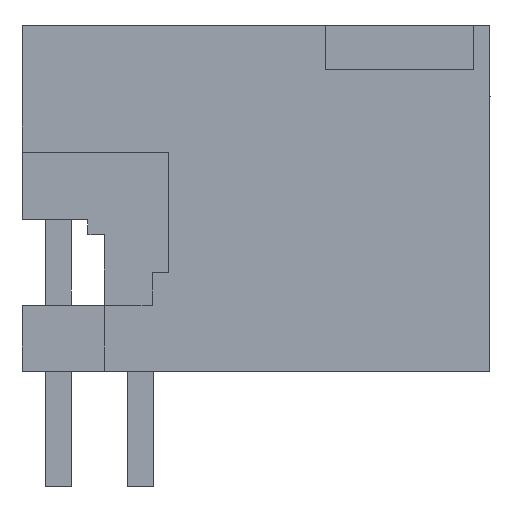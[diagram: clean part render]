
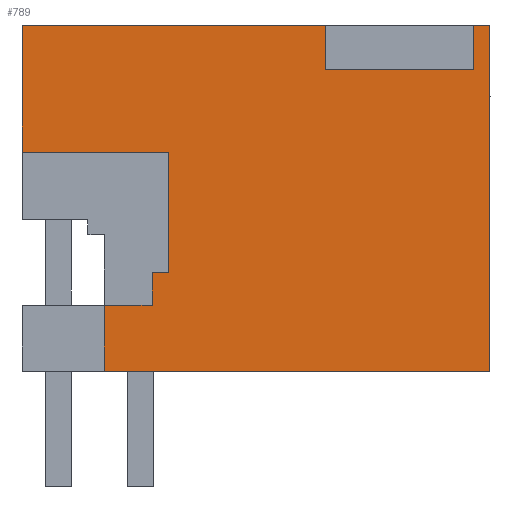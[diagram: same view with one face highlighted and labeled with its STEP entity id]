
A CAD part, left-side view. The second image highlights one B-rep face of the part: STEP entity #789.
In plain terms, the highlighted planar face has unit normal (-1, 0, 0).
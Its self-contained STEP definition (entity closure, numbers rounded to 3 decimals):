
#696=AXIS2_PLACEMENT_3D('Plane Axis2P3D',#693,#694,#695) ;
#102=CARTESIAN_POINT('Vertex',(0.,11.7,5.5)) ;
#105=CARTESIAN_POINT('Line Origine',(0.,10.975,5.5)) ;
#109=CARTESIAN_POINT('Vertex',(0.,10.25,5.5)) ;
#508=CARTESIAN_POINT('Vertex',(0.,0.,3.5)) ;
#511=CARTESIAN_POINT('Line Origine',(0.,5.85,3.5)) ;
#515=CARTESIAN_POINT('Vertex',(0.,11.7,3.5)) ;
#662=CARTESIAN_POINT('Line Origine',(0.,11.7,4.5)) ;
#693=CARTESIAN_POINT('Axis2P3D Location',(0.,14.2,0.)) ;
#698=CARTESIAN_POINT('Line Origine',(0.,0.,8.75)) ;
#702=CARTESIAN_POINT('Vertex',(0.,0.,14.)) ;
#705=CARTESIAN_POINT('Line Origine',(0.,0.25,14.)) ;
#709=CARTESIAN_POINT('Vertex',(0.,0.5,14.)) ;
#712=CARTESIAN_POINT('Line Origine',(0.,0.5,13.325)) ;
#716=CARTESIAN_POINT('Vertex',(0.,0.5,12.65)) ;
#719=CARTESIAN_POINT('Line Origine',(0.,2.75,12.65)) ;
#723=CARTESIAN_POINT('Vertex',(0.,5.,12.65)) ;
#726=CARTESIAN_POINT('Line Origine',(0.,5.,13.325)) ;
#730=CARTESIAN_POINT('Vertex',(0.,5.,14.)) ;
#733=CARTESIAN_POINT('Line Origine',(0.,9.6,14.)) ;
#737=CARTESIAN_POINT('Vertex',(0.,14.2,14.)) ;
#740=CARTESIAN_POINT('Line Origine',(0.,14.2,12.075)) ;
#744=CARTESIAN_POINT('Vertex',(0.,14.2,10.15)) ;
#747=CARTESIAN_POINT('Line Origine',(0.,11.975,10.15)) ;
#751=CARTESIAN_POINT('Vertex',(0.,9.75,10.15)) ;
#754=CARTESIAN_POINT('Line Origine',(0.,9.75,8.325)) ;
#758=CARTESIAN_POINT('Vertex',(0.,9.75,6.5)) ;
#761=CARTESIAN_POINT('Line Origine',(0.,10.,6.5)) ;
#765=CARTESIAN_POINT('Vertex',(0.,10.25,6.5)) ;
#768=CARTESIAN_POINT('Line Origine',(0.,10.25,6.)) ;
#106=DIRECTION('Vector Direction',(0.,1.,0.)) ;
#512=DIRECTION('Vector Direction',(0.,-1.,0.)) ;
#663=DIRECTION('Vector Direction',(0.,0.,1.)) ;
#694=DIRECTION('Axis2P3D Direction',(-1.,0.,0.)) ;
#695=DIRECTION('Axis2P3D XDirection',(0.,-1.,0.)) ;
#699=DIRECTION('Vector Direction',(0.,0.,1.)) ;
#706=DIRECTION('Vector Direction',(0.,-1.,0.)) ;
#713=DIRECTION('Vector Direction',(0.,0.,-1.)) ;
#720=DIRECTION('Vector Direction',(0.,1.,0.)) ;
#727=DIRECTION('Vector Direction',(0.,0.,-1.)) ;
#734=DIRECTION('Vector Direction',(0.,-1.,0.)) ;
#741=DIRECTION('Vector Direction',(0.,0.,1.)) ;
#748=DIRECTION('Vector Direction',(0.,-1.,0.)) ;
#755=DIRECTION('Vector Direction',(0.,0.,1.)) ;
#762=DIRECTION('Vector Direction',(0.,-1.,0.)) ;
#769=DIRECTION('Vector Direction',(0.,0.,1.)) ;
#107=VECTOR('Line Direction',#106,1.) ;
#513=VECTOR('Line Direction',#512,1.) ;
#664=VECTOR('Line Direction',#663,1.) ;
#700=VECTOR('Line Direction',#699,1.) ;
#707=VECTOR('Line Direction',#706,1.) ;
#714=VECTOR('Line Direction',#713,1.) ;
#721=VECTOR('Line Direction',#720,1.) ;
#728=VECTOR('Line Direction',#727,1.) ;
#735=VECTOR('Line Direction',#734,1.) ;
#742=VECTOR('Line Direction',#741,1.) ;
#749=VECTOR('Line Direction',#748,1.) ;
#756=VECTOR('Line Direction',#755,1.) ;
#763=VECTOR('Line Direction',#762,1.) ;
#770=VECTOR('Line Direction',#769,1.) ;
#774=ORIENTED_EDGE('',*,*,#517,.T.) ;
#775=ORIENTED_EDGE('',*,*,#704,.T.) ;
#776=ORIENTED_EDGE('',*,*,#711,.T.) ;
#777=ORIENTED_EDGE('',*,*,#718,.T.) ;
#778=ORIENTED_EDGE('',*,*,#725,.T.) ;
#779=ORIENTED_EDGE('',*,*,#732,.T.) ;
#780=ORIENTED_EDGE('',*,*,#739,.T.) ;
#781=ORIENTED_EDGE('',*,*,#746,.T.) ;
#782=ORIENTED_EDGE('',*,*,#753,.T.) ;
#783=ORIENTED_EDGE('',*,*,#760,.T.) ;
#784=ORIENTED_EDGE('',*,*,#767,.T.) ;
#785=ORIENTED_EDGE('',*,*,#772,.T.) ;
#786=ORIENTED_EDGE('',*,*,#111,.T.) ;
#787=ORIENTED_EDGE('',*,*,#666,.T.) ;
#789=ADVANCED_FACE('HOUSING',(#788),#697,.T.) ;
#111=EDGE_CURVE('',#110,#103,#108,.T.) ;
#517=EDGE_CURVE('',#516,#509,#514,.T.) ;
#666=EDGE_CURVE('',#103,#516,#665,.F.) ;
#704=EDGE_CURVE('',#509,#703,#701,.T.) ;
#711=EDGE_CURVE('',#703,#710,#708,.F.) ;
#718=EDGE_CURVE('',#710,#717,#715,.T.) ;
#725=EDGE_CURVE('',#717,#724,#722,.T.) ;
#732=EDGE_CURVE('',#724,#731,#729,.F.) ;
#739=EDGE_CURVE('',#731,#738,#736,.F.) ;
#746=EDGE_CURVE('',#738,#745,#743,.F.) ;
#753=EDGE_CURVE('',#745,#752,#750,.T.) ;
#760=EDGE_CURVE('',#752,#759,#757,.F.) ;
#767=EDGE_CURVE('',#759,#766,#764,.F.) ;
#772=EDGE_CURVE('',#766,#110,#771,.F.) ;
#773=EDGE_LOOP('',(#774,#775,#776,#777,#778,#779,#780,#781,#782,#783,#784,#785,#786,#787)) ;
#788=FACE_OUTER_BOUND('',#773,.T.) ;
#108=LINE('Line',#105,#107) ;
#514=LINE('Line',#511,#513) ;
#665=LINE('Line',#662,#664) ;
#701=LINE('Line',#698,#700) ;
#708=LINE('Line',#705,#707) ;
#715=LINE('Line',#712,#714) ;
#722=LINE('Line',#719,#721) ;
#729=LINE('Line',#726,#728) ;
#736=LINE('Line',#733,#735) ;
#743=LINE('Line',#740,#742) ;
#750=LINE('Line',#747,#749) ;
#757=LINE('Line',#754,#756) ;
#764=LINE('Line',#761,#763) ;
#771=LINE('Line',#768,#770) ;
#697=PLANE('',#696) ;
#103=VERTEX_POINT('',#102) ;
#110=VERTEX_POINT('',#109) ;
#509=VERTEX_POINT('',#508) ;
#516=VERTEX_POINT('',#515) ;
#703=VERTEX_POINT('',#702) ;
#710=VERTEX_POINT('',#709) ;
#717=VERTEX_POINT('',#716) ;
#724=VERTEX_POINT('',#723) ;
#731=VERTEX_POINT('',#730) ;
#738=VERTEX_POINT('',#737) ;
#745=VERTEX_POINT('',#744) ;
#752=VERTEX_POINT('',#751) ;
#759=VERTEX_POINT('',#758) ;
#766=VERTEX_POINT('',#765) ;
